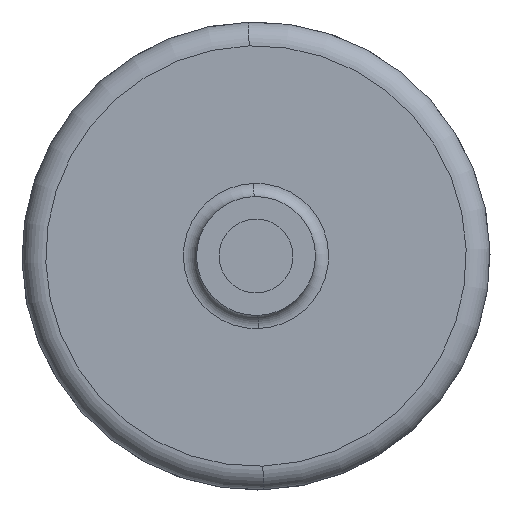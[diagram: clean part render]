
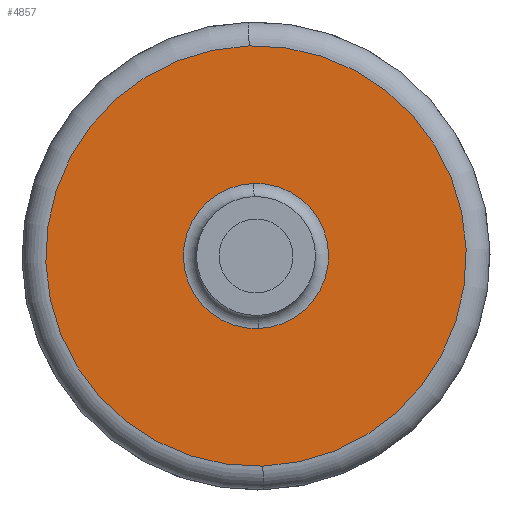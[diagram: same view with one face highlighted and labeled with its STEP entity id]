
A CAD part, left-side view. The second image highlights one B-rep face of the part: STEP entity #4857.
In plain terms, the highlighted face is planar.
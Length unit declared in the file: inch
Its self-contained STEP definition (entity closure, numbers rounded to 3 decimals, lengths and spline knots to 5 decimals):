
#3 = FACE_BOUND ( 'NONE', #142, .T. ) ;
#142 = EDGE_LOOP ( 'NONE', ( #3184, #3017 ) ) ;
#194 = CARTESIAN_POINT ( 'NONE',  ( 0., 0., -0.1375 ) ) ;
#506 = CARTESIAN_POINT ( 'NONE',  ( 0., 0., 0. ) ) ;
#783 = DIRECTION ( 'NONE',  ( 1., 0., 0. ) ) ;
#834 = DIRECTION ( 'NONE',  ( -1., 0., 0. ) ) ;
#866 = ORIENTED_EDGE ( 'NONE', *, *, #4785, .T. ) ;
#1245 = EDGE_CURVE ( 'NONE', #5215, #3788, #3145, .T. ) ;
#1640 = DIRECTION ( 'NONE',  ( 0., 0., -1. ) ) ;
#1671 = DIRECTION ( 'NONE',  ( 0., 0., -1. ) ) ;
#1775 = EDGE_CURVE ( 'NONE', #3013, #2125, #4893, .T. ) ;
#2106 = DIRECTION ( 'NONE',  ( 1., 0., 0. ) ) ;
#2125 = VERTEX_POINT ( 'NONE', #3300 ) ;
#2130 = DIRECTION ( 'NONE',  ( 0., 0., -1. ) ) ;
#2271 = AXIS2_PLACEMENT_3D ( 'NONE', #3340, #783, #1671 ) ;
#2396 = DIRECTION ( 'NONE',  ( 1., 0., 0. ) ) ;
#2402 = CARTESIAN_POINT ( 'NONE',  ( 0., 0., 0.398 ) ) ;
#2424 = CARTESIAN_POINT ( 'NONE',  ( 0., 0., 0. ) ) ;
#2595 = AXIS2_PLACEMENT_3D ( 'NONE', #506, #5217, #5170 ) ;
#2772 = DIRECTION ( 'NONE',  ( 0., 0., -1. ) ) ;
#2812 = ORIENTED_EDGE ( 'NONE', *, *, #1245, .T. ) ;
#2942 = CARTESIAN_POINT ( 'NONE',  ( 0., 0., 0. ) ) ;
#3013 = VERTEX_POINT ( 'NONE', #194 ) ;
#3017 = ORIENTED_EDGE ( 'NONE', *, *, #5102, .T. ) ;
#3145 = CIRCLE ( 'NONE', #4568, 0.398 ) ;
#3184 = ORIENTED_EDGE ( 'NONE', *, *, #1775, .T. ) ;
#3300 = CARTESIAN_POINT ( 'NONE',  ( 0., 0., 0.1375 ) ) ;
#3340 = CARTESIAN_POINT ( 'NONE',  ( 0., 0., 0. ) ) ;
#3788 = VERTEX_POINT ( 'NONE', #4837 ) ;
#4067 = AXIS2_PLACEMENT_3D ( 'NONE', #5110, #2106, #2130 ) ;
#4358 = AXIS2_PLACEMENT_3D ( 'NONE', #2942, #834, #1640 ) ;
#4568 = AXIS2_PLACEMENT_3D ( 'NONE', #2424, #2396, #2772 ) ;
#4785 = EDGE_CURVE ( 'NONE', #3788, #5215, #5462, .T. ) ;
#4824 = EDGE_LOOP ( 'NONE', ( #866, #2812 ) ) ;
#4837 = CARTESIAN_POINT ( 'NONE',  ( 0., 0., -0.398 ) ) ;
#4857 = ADVANCED_FACE ( 'NONE', ( #3, #5003 ), #5087, .T. ) ;
#4893 = CIRCLE ( 'NONE', #2595, 0.1375 ) ;
#5003 = FACE_OUTER_BOUND ( 'NONE', #4824, .T. ) ;
#5087 = PLANE ( 'NONE',  #4067 ) ;
#5102 = EDGE_CURVE ( 'NONE', #2125, #3013, #5150, .T. ) ;
#5110 = CARTESIAN_POINT ( 'NONE',  ( 0., 0., 0. ) ) ;
#5150 = CIRCLE ( 'NONE', #4358, 0.1375 ) ;
#5170 = DIRECTION ( 'NONE',  ( 0., 0., -1. ) ) ;
#5215 = VERTEX_POINT ( 'NONE', #2402 ) ;
#5217 = DIRECTION ( 'NONE',  ( -1., 0., 0. ) ) ;
#5462 = CIRCLE ( 'NONE', #2271, 0.398 ) ;
